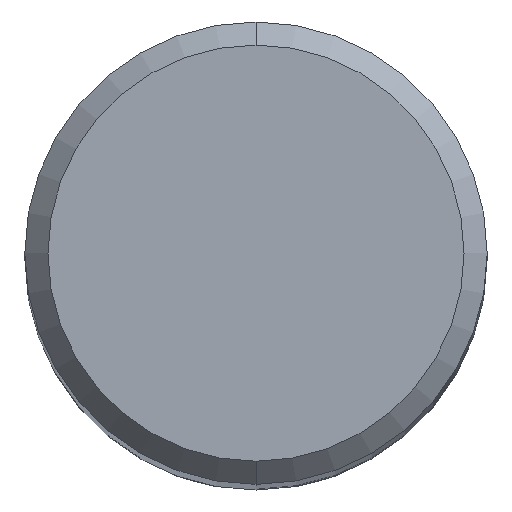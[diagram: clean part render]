
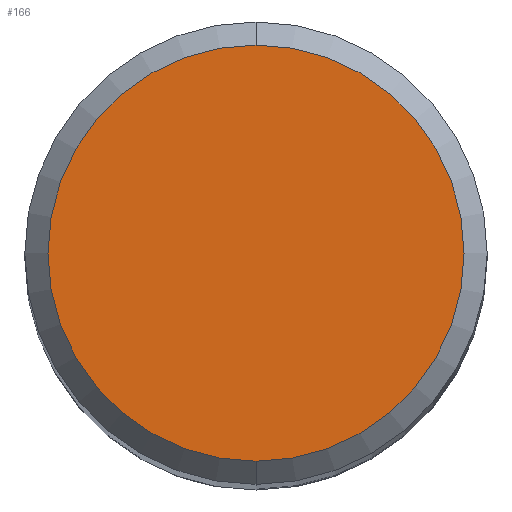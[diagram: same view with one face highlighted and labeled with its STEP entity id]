
A CAD part, top view. The second image highlights one B-rep face of the part: STEP entity #166.
In plain terms, the highlighted planar face has unit normal (0, 0, 1).
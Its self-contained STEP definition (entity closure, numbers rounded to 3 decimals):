
#108=EDGE_CURVE('',#188,#170,#243,.T.);
#110=EDGE_CURVE('',#170,#188,#245,.T.);
#166=ADVANCED_FACE('',(#307),#308,.T.);
#170=VERTEX_POINT('',#312);
#188=VERTEX_POINT('',#332);
#243=CIRCLE('',#391,9.0);
#245=CIRCLE('',#394,9.0);
#307=FACE_OUTER_BOUND('',#470,.T.);
#308=PLANE('',#471);
#312=CARTESIAN_POINT('',(0.0,9.0,0.0));
#332=CARTESIAN_POINT('',(0.,-9.0,0.0));
#391=AXIS2_PLACEMENT_3D('',#549,#550,#551);
#394=AXIS2_PLACEMENT_3D('',#552,#553,#554);
#470=EDGE_LOOP('',(#625,#626));
#471=AXIS2_PLACEMENT_3D('',#627,#628,#629);
#549=CARTESIAN_POINT('',(0.0,0.0,0.0));
#550=DIRECTION('',(0.0,0.0,-1.0));
#551=DIRECTION('',(0.0,1.0,0.0));
#552=CARTESIAN_POINT('',(0.0,0.0,0.0));
#553=DIRECTION('',(0.0,0.0,-1.0));
#554=DIRECTION('',(0.0,1.0,0.0));
#625=ORIENTED_EDGE('',*,*,#110,.F.);
#626=ORIENTED_EDGE('',*,*,#108,.F.);
#627=CARTESIAN_POINT('',(0.0,4.5,0.0));
#628=DIRECTION('',(-0.0,0.0,1.0));
#629=DIRECTION('',(0.0,-1.0,0.0));
